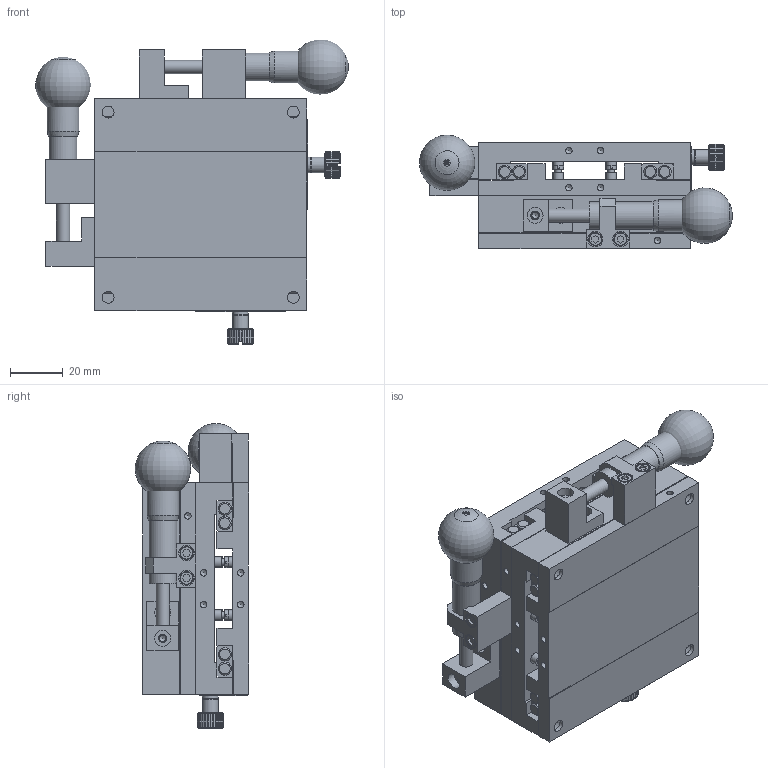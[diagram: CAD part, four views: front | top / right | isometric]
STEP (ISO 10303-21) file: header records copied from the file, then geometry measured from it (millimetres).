
FILE_DESCRIPTION (( 'STEP AP203' ), '1' );
FILE_NAME ('528883.STEP', '2024-11-13T02:47:10', ( 'Windows User' ), ( 'P R C' ), 'SwSTEP 2.0', 'SolidWorks 2020', '' );
FILE_SCHEMA (( 'CONFIG_CONTROL_DESIGN' ));
Products named in the file (1): 528883
Bounding box: 118.18 x 42.86 x 115.19 mm (x, y, z)
Volume: 221379.7 mm3; surface area: 101557.5 mm2
Topology: 8 solids, 24 shells, 4998 faces, 10580 edges, 5736 vertices
Faces by surface type: bspline 2884, cylinder 1180, plane 542, cone 390, torus 2
Full cylindrical faces by diameter (mm): 1.567 x20, 2.013 x6, 2.459 x54, 2.5 x48, 3 x6, 3.2 x30, 3.242 x24, 4 x16, 4.4 x40, 4.5 x8, 5 x22, 5.8 x4, 6 x28, 8 x8, 9 x2, 10.5 x4, 12.034 x2, 13.835 x2
Entity records: 179863 total; most frequent: CARTESIAN_POINT 108923, ORIENTED_EDGE 19872, EDGE_CURVE 9936, DIRECTION 7722, EDGE_LOOP 5732, VERTEX_POINT 5560, FACE_OUTER_BOUND 5326, ADVANCED_FACE 4998
